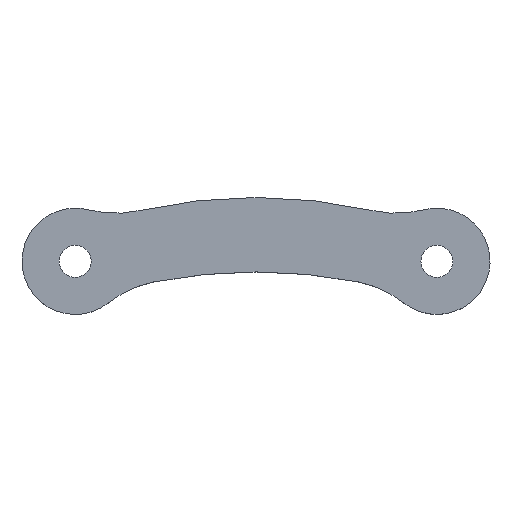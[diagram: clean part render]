
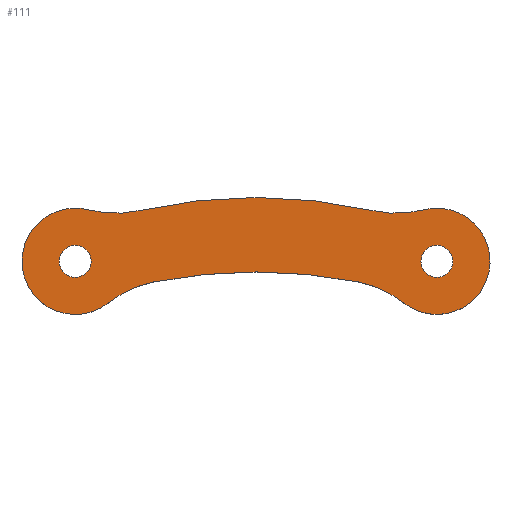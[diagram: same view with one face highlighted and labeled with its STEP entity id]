
A CAD part, top view. The second image highlights one B-rep face of the part: STEP entity #111.
In plain terms, the highlighted planar face has unit normal (0, 0, 1).
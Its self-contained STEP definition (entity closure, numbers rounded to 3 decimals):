
#6 = DIRECTION ( 'NONE',  ( 0., 0., -1. ) ) ;
#11 = AXIS2_PLACEMENT_3D ( 'NONE', #399, #177, #84 ) ;
#12 = DIRECTION ( 'NONE',  ( 0., 0., 1. ) ) ;
#17 = CARTESIAN_POINT ( 'NONE',  ( 0., 0., 2. ) ) ;
#20 = CIRCLE ( 'NONE', #389, 10. ) ;
#28 = DIRECTION ( 'NONE',  ( 0., 0., -1. ) ) ;
#35 = DIRECTION ( 'NONE',  ( 1., 0., 0. ) ) ;
#45 = ORIENTED_EDGE ( 'NONE', *, *, #200, .T. ) ;
#48 = EDGE_CURVE ( 'NONE', #309, #124, #568, .T. ) ;
#57 = EDGE_CURVE ( 'NONE', #560, #305, #237, .T. ) ;
#58 = DIRECTION ( 'NONE',  ( 0., 0., 1. ) ) ;
#62 = DIRECTION ( 'NONE',  ( 1., 0., 0. ) ) ;
#70 = CARTESIAN_POINT ( 'NONE',  ( 17., 0., 2. ) ) ;
#74 = DIRECTION ( 'NONE',  ( 1., 0., 0. ) ) ;
#84 = DIRECTION ( 'NONE',  ( 1., 0., 0. ) ) ;
#86 = VERTEX_POINT ( 'NONE', #404 ) ;
#88 = VERTEX_POINT ( 'NONE', #516 ) ;
#91 = VERTEX_POINT ( 'NONE', #266 ) ;
#96 = CARTESIAN_POINT ( 'NONE',  ( 0., -50.5, 2. ) ) ;
#101 = AXIS2_PLACEMENT_3D ( 'NONE', #103, #280, #62 ) ;
#103 = CARTESIAN_POINT ( 'NONE',  ( -17., 0., 2. ) ) ;
#106 = DIRECTION ( 'NONE',  ( 1., 0., 0. ) ) ;
#111 = ADVANCED_FACE ( 'NONE', ( #139, #239, #540 ), #462, .T. ) ;
#115 = ORIENTED_EDGE ( 'NONE', *, *, #57, .T. ) ;
#117 = ORIENTED_EDGE ( 'NONE', *, *, #422, .T. ) ;
#124 = VERTEX_POINT ( 'NONE', #144 ) ;
#125 = VERTEX_POINT ( 'NONE', #193 ) ;
#131 = AXIS2_PLACEMENT_3D ( 'NONE', #17, #490, #332 ) ;
#133 = VERTEX_POINT ( 'NONE', #499 ) ;
#139 = FACE_OUTER_BOUND ( 'NONE', #294, .T. ) ;
#144 = CARTESIAN_POINT ( 'NONE',  ( -9.626, -1.945, 2. ) ) ;
#159 = ORIENTED_EDGE ( 'NONE', *, *, #354, .F. ) ;
#168 = VERTEX_POINT ( 'NONE', #325 ) ;
#169 = EDGE_CURVE ( 'NONE', #133, #168, #333, .T. ) ;
#173 = AXIS2_PLACEMENT_3D ( 'NONE', #251, #28, #254 ) ;
#175 = CARTESIAN_POINT ( 'NONE',  ( -17., 0., 2. ) ) ;
#177 = DIRECTION ( 'NONE',  ( 0., 0., 1. ) ) ;
#185 = AXIS2_PLACEMENT_3D ( 'NONE', #285, #12, #242 ) ;
#193 = CARTESIAN_POINT ( 'NONE',  ( 13.894, -3.918, 2. ) ) ;
#197 = CARTESIAN_POINT ( 'NONE',  ( 18.5, 0., 2. ) ) ;
#198 = ORIENTED_EDGE ( 'NONE', *, *, #536, .F. ) ;
#199 = ORIENTED_EDGE ( 'NONE', *, *, #403, .T. ) ;
#200 = EDGE_CURVE ( 'NONE', #125, #88, #443, .T. ) ;
#205 = DIRECTION ( 'NONE',  ( 1., 0., 0. ) ) ;
#213 = CARTESIAN_POINT ( 'NONE',  ( -15.738, 4.838, 2. ) ) ;
#218 = CIRCLE ( 'NONE', #173, 10. ) ;
#225 = AXIS2_PLACEMENT_3D ( 'NONE', #518, #6, #520 ) ;
#230 = AXIS2_PLACEMENT_3D ( 'NONE', #281, #274, #450 ) ;
#232 = ORIENTED_EDGE ( 'NONE', *, *, #517, .T. ) ;
#237 = CIRCLE ( 'NONE', #11, 5. ) ;
#239 = FACE_BOUND ( 'NONE', #314, .T. ) ;
#242 = DIRECTION ( 'NONE',  ( 1., 0., 0. ) ) ;
#251 = CARTESIAN_POINT ( 'NONE',  ( 7.681, -11.754, 2. ) ) ;
#254 = DIRECTION ( 'NONE',  ( 1., 0., 0. ) ) ;
#255 = ORIENTED_EDGE ( 'NONE', *, *, #386, .T. ) ;
#257 = AXIS2_PLACEMENT_3D ( 'NONE', #175, #474, #261 ) ;
#258 = CARTESIAN_POINT ( 'NONE',  ( -13.894, -3.918, 2. ) ) ;
#261 = DIRECTION ( 'NONE',  ( 1., 0., 0. ) ) ;
#266 = CARTESIAN_POINT ( 'NONE',  ( 15.5, 0., 2. ) ) ;
#274 = DIRECTION ( 'NONE',  ( 0., 0., 1. ) ) ;
#280 = DIRECTION ( 'NONE',  ( 0., 0., 1. ) ) ;
#281 = CARTESIAN_POINT ( 'NONE',  ( 17., 0., 2. ) ) ;
#285 = CARTESIAN_POINT ( 'NONE',  ( 17., 0., 2. ) ) ;
#286 = AXIS2_PLACEMENT_3D ( 'NONE', #427, #298, #205 ) ;
#294 = EDGE_LOOP ( 'NONE', ( #452, #199, #45, #255, #232, #117, #115, #488, #401 ) ) ;
#298 = DIRECTION ( 'NONE',  ( 0., 0., -1. ) ) ;
#301 = CARTESIAN_POINT ( 'NONE',  ( -17., 0., 2. ) ) ;
#303 = CIRCLE ( 'NONE', #316, 49.5 ) ;
#304 = CARTESIAN_POINT ( 'NONE',  ( 0., -43.5, 2. ) ) ;
#305 = VERTEX_POINT ( 'NONE', #548 ) ;
#309 = VERTEX_POINT ( 'NONE', #258 ) ;
#313 = EDGE_LOOP ( 'NONE', ( #383, #159 ) ) ;
#314 = EDGE_LOOP ( 'NONE', ( #198, #554 ) ) ;
#316 = AXIS2_PLACEMENT_3D ( 'NONE', #96, #437, #35 ) ;
#319 = EDGE_CURVE ( 'NONE', #305, #309, #483, .T. ) ;
#325 = CARTESIAN_POINT ( 'NONE',  ( -18.5, 0., 2. ) ) ;
#326 = CIRCLE ( 'NONE', #542, 1.5 ) ;
#332 = DIRECTION ( 'NONE',  ( 1., 0., 0. ) ) ;
#333 = CIRCLE ( 'NONE', #101, 1.5 ) ;
#350 = VERTEX_POINT ( 'NONE', #467 ) ;
#354 = EDGE_CURVE ( 'NONE', #364, #91, #326, .T. ) ;
#364 = VERTEX_POINT ( 'NONE', #197 ) ;
#380 = AXIS2_PLACEMENT_3D ( 'NONE', #304, #58, #555 ) ;
#382 = DIRECTION ( 'NONE',  ( 1., 0., 0. ) ) ;
#383 = ORIENTED_EDGE ( 'NONE', *, *, #492, .F. ) ;
#386 = EDGE_CURVE ( 'NONE', #88, #86, #20, .T. ) ;
#389 = AXIS2_PLACEMENT_3D ( 'NONE', #465, #553, #106 ) ;
#391 = CIRCLE ( 'NONE', #230, 1.5 ) ;
#394 = DIRECTION ( 'NONE',  ( 0., 0., 1. ) ) ;
#399 = CARTESIAN_POINT ( 'NONE',  ( -17., 0., 2. ) ) ;
#401 = ORIENTED_EDGE ( 'NONE', *, *, #48, .T. ) ;
#403 = EDGE_CURVE ( 'NONE', #519, #125, #218, .T. ) ;
#404 = CARTESIAN_POINT ( 'NONE',  ( 10.993, 4.764, 2. ) ) ;
#422 = EDGE_CURVE ( 'NONE', #350, #560, #521, .T. ) ;
#427 = CARTESIAN_POINT ( 'NONE',  ( -13.214, 14.514, 2. ) ) ;
#433 = AXIS2_PLACEMENT_3D ( 'NONE', #301, #394, #382 ) ;
#437 = DIRECTION ( 'NONE',  ( 0., 0., 1. ) ) ;
#443 = CIRCLE ( 'NONE', #185, 5. ) ;
#450 = DIRECTION ( 'NONE',  ( 1., 0., 0. ) ) ;
#452 = ORIENTED_EDGE ( 'NONE', *, *, #547, .F. ) ;
#462 = PLANE ( 'NONE',  #131 ) ;
#465 = CARTESIAN_POINT ( 'NONE',  ( 13.214, 14.514, 2. ) ) ;
#467 = CARTESIAN_POINT ( 'NONE',  ( -10.993, 4.764, 2. ) ) ;
#474 = DIRECTION ( 'NONE',  ( 0., 0., 1. ) ) ;
#476 = CARTESIAN_POINT ( 'NONE',  ( 9.626, -1.945, 2. ) ) ;
#483 = CIRCLE ( 'NONE', #433, 5. ) ;
#488 = ORIENTED_EDGE ( 'NONE', *, *, #319, .T. ) ;
#490 = DIRECTION ( 'NONE',  ( 0., 0., 1. ) ) ;
#492 = EDGE_CURVE ( 'NONE', #91, #364, #391, .T. ) ;
#499 = CARTESIAN_POINT ( 'NONE',  ( -15.5, 0., 2. ) ) ;
#500 = CIRCLE ( 'NONE', #380, 49.5 ) ;
#509 = DIRECTION ( 'NONE',  ( 0., 0., 1. ) ) ;
#516 = CARTESIAN_POINT ( 'NONE',  ( 15.738, 4.838, 2. ) ) ;
#517 = EDGE_CURVE ( 'NONE', #86, #350, #500, .T. ) ;
#518 = CARTESIAN_POINT ( 'NONE',  ( -7.681, -11.754, 2. ) ) ;
#519 = VERTEX_POINT ( 'NONE', #476 ) ;
#520 = DIRECTION ( 'NONE',  ( 1., 0., 0. ) ) ;
#521 = CIRCLE ( 'NONE', #286, 10. ) ;
#536 = EDGE_CURVE ( 'NONE', #168, #133, #551, .T. ) ;
#540 = FACE_BOUND ( 'NONE', #313, .T. ) ;
#542 = AXIS2_PLACEMENT_3D ( 'NONE', #70, #509, #74 ) ;
#547 = EDGE_CURVE ( 'NONE', #519, #124, #303, .T. ) ;
#548 = CARTESIAN_POINT ( 'NONE',  ( -22., 0., 2. ) ) ;
#551 = CIRCLE ( 'NONE', #257, 1.5 ) ;
#553 = DIRECTION ( 'NONE',  ( 0., 0., -1. ) ) ;
#554 = ORIENTED_EDGE ( 'NONE', *, *, #169, .F. ) ;
#555 = DIRECTION ( 'NONE',  ( 1., 0., 0. ) ) ;
#560 = VERTEX_POINT ( 'NONE', #213 ) ;
#568 = CIRCLE ( 'NONE', #225, 10. ) ;
